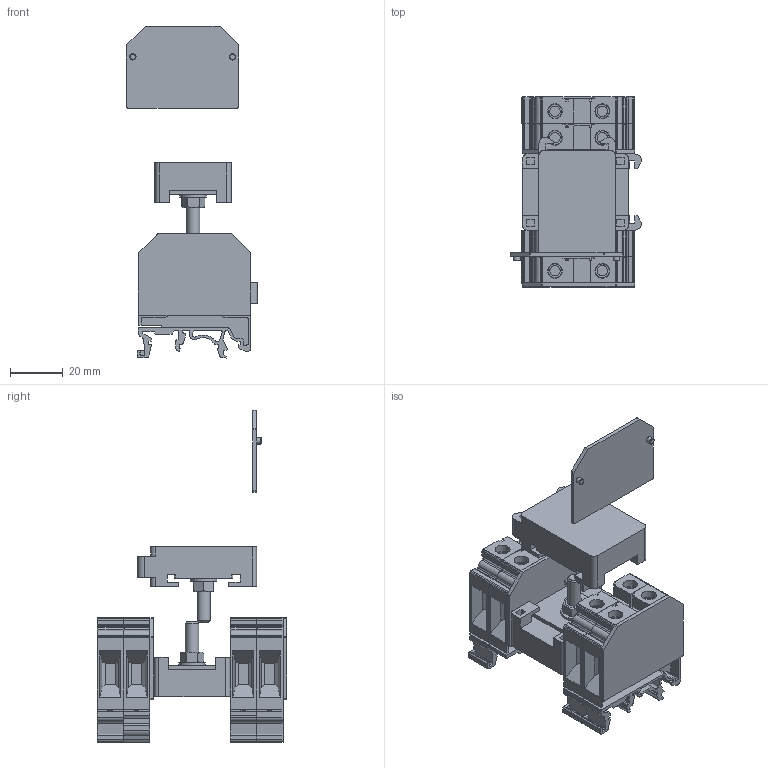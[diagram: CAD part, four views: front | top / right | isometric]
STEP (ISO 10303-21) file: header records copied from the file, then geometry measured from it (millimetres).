
FILE_DESCRIPTION( ( 'Unknown' ), '1' );
FILE_NAME( 'CDB10-2.stp', 'Unknown', ( 'Unknown' ), ( 'Unknown' ), 'PSStep 14.0', 'Unknown', ' ' );
FILE_SCHEMA( ( 'AUTOMOTIVE_DESIGN { 1 0 10303 214 1 1 1 1 }' ) );
Length unit declared in the file: millimetre
Products named in the file (11): Assem1; CDB10U-oa0; CDB10U-oa1; CDB10U-oa2; CDB10U; BASE FOR CDB; EPCDB10U
Bounding box: 49.54 x 71.8 x 125.49 mm (x, y, z)
Volume: 129417.9 mm3; surface area: 80207.5 mm2
Topology: 21 solids, 53 shells, 2640 faces, 7198 edges, 4772 vertices
Faces by surface type: plane 1688, cylinder 892, torus 58, cone 2
Full cylindrical faces by diameter (mm): 2.4 x22, 3.9 x16, 5 x2, 5.2 x16, 5.6 x32, 10 x2
Entity records: 51566 total; most frequent: CARTESIAN_POINT 7308, DIRECTION 7034, ORIENTED_EDGE 6962, EDGE_CURVE 3481, LINE 2548, VECTOR 2548, VERTEX_POINT 2349, AXIS2_PLACEMENT_3D 2243
